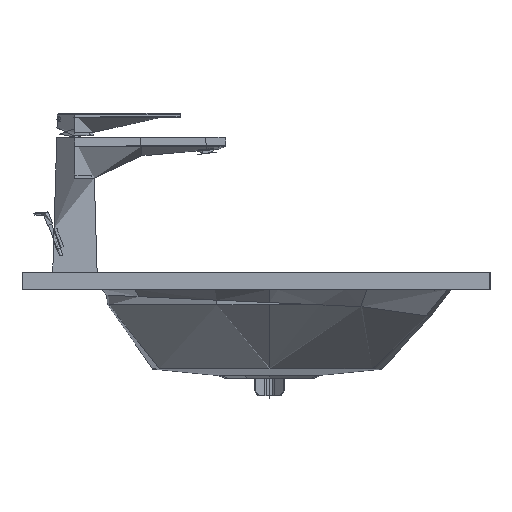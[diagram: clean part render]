
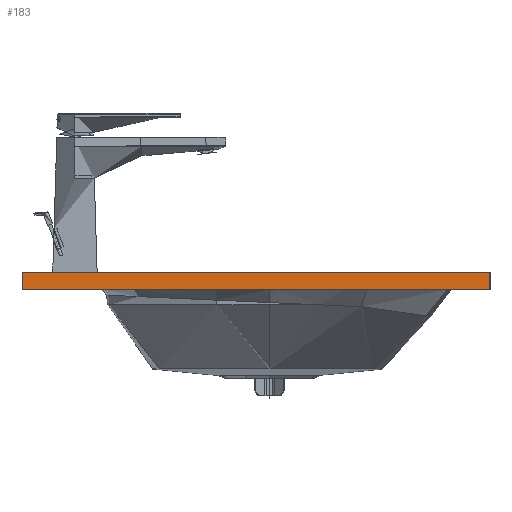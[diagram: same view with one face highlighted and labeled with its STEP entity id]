
A CAD part, left-side view. The second image highlights one B-rep face of the part: STEP entity #183.
In plain terms, the highlighted planar face has unit normal (-1, 0, 0).
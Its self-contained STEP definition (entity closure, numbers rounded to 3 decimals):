
#183=ADVANCED_FACE('',(#745),#9525,.T.);
#745=FACE_OUTER_BOUND('',#1307,.T.);
#1307=EDGE_LOOP('',(#2114,#2115,#2116,#2117));
#2114=ORIENTED_EDGE('',*,*,#5052,.F.);
#2115=ORIENTED_EDGE('',*,*,#5053,.F.);
#2116=ORIENTED_EDGE('',*,*,#5054,.F.);
#2117=ORIENTED_EDGE('',*,*,#5051,.F.);
#5051=EDGE_CURVE('',#8561,#8562,#6788,.T.);
#5052=EDGE_CURVE('',#8563,#8561,#6789,.T.);
#5053=EDGE_CURVE('',#8564,#8563,#6790,.T.);
#5054=EDGE_CURVE('',#8562,#8564,#6791,.T.);
#6788=B_SPLINE_CURVE_WITH_KNOTS('',1,(#224534,#224535),.UNSPECIFIED.,.F.,
 .F.,(2,2),(0.,18.),.UNSPECIFIED.);
#6789=B_SPLINE_CURVE_WITH_KNOTS('',1,(#224536,#224537),.UNSPECIFIED.,.F.,
 .F.,(2,2),(-485.,0.),.UNSPECIFIED.);
#6790=B_SPLINE_CURVE_WITH_KNOTS('',1,(#224538,#224539),.UNSPECIFIED.,.F.,
 .F.,(2,2),(-18.,0.),.UNSPECIFIED.);
#6791=B_SPLINE_CURVE_WITH_KNOTS('',1,(#224540,#224541),.UNSPECIFIED.,.F.,
 .F.,(2,2),(-485.,0.),.UNSPECIFIED.);
#8561=VERTEX_POINT('',#220253);
#8562=VERTEX_POINT('',#220254);
#8563=VERTEX_POINT('',#220255);
#8564=VERTEX_POINT('',#220256);
#9525=PLANE('',#10107);
#10107=AXIS2_PLACEMENT_3D('',#58180,#10217,$);
#10217=DIRECTION('',(-1.,0.,0.));
#58180=CARTESIAN_POINT('',(-645.076,290.947,35.141));
#220253=CARTESIAN_POINT('',(-645.076,-242.554,54.943));
#220254=CARTESIAN_POINT('',(-645.076,-242.554,36.943));
#220255=CARTESIAN_POINT('',(-645.076,242.446,54.943));
#220256=CARTESIAN_POINT('',(-645.076,242.446,36.943));
#224534=CARTESIAN_POINT('',(-645.076,-242.554,54.943));
#224535=CARTESIAN_POINT('',(-645.076,-242.554,36.943));
#224536=CARTESIAN_POINT('',(-645.076,242.446,54.943));
#224537=CARTESIAN_POINT('',(-645.076,-242.554,54.943));
#224538=CARTESIAN_POINT('',(-645.076,242.446,36.943));
#224539=CARTESIAN_POINT('',(-645.076,242.446,54.943));
#224540=CARTESIAN_POINT('',(-645.076,-242.554,36.943));
#224541=CARTESIAN_POINT('',(-645.076,242.446,36.943));
